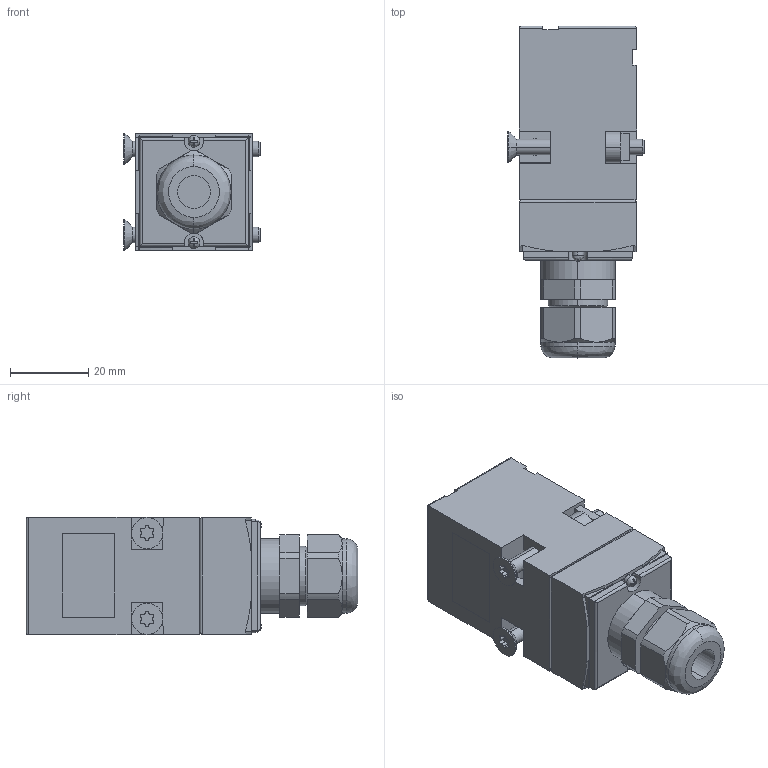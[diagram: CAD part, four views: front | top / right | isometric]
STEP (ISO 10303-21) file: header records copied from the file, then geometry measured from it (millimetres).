
FILE_DESCRIPTION (( 'STEP AP214' ), '1' );
FILE_NAME ('42066~0.STEP', '2019-04-09T09:32:37', ( '' ), ( '' ), 'SwSTEP 2.0', 'SolidWorks 2018', '' );
FILE_SCHEMA (( 'AUTOMOTIVE_DESIGN' ));
Length unit declared in the file: millimetre
Products named in the file (5): 16106~0_S; 42066~0; 41770~0_S; DIN7991~n_M04,0x035; ASR~-a-s-r_拱04,2x04x拌8
Assembly tree (7 placements, depth 2):
  42066~0
    16106~0_S
    DIN7991~n_M04,0x035  x2
    41770~0_S  x2
    ASR~-a-s-r_拱04,2x04x拌8  x2
Bounding box: 35 x 85 x 30 mm (x, y, z)
Volume: 57138.3 mm3; surface area: 15208.4 mm2
Topology: 7 solids, 7 shells, 396 faces, 1026 edges, 652 vertices
Faces by surface type: plane 236, cylinder 135, cone 17, bspline 8
Entity records: 14884 total; most frequent: CARTESIAN_POINT 2643, ORIENTED_EDGE 1842, DIRECTION 1746, EDGE_CURVE 921, VERTEX_POINT 588, LINE 586, VECTOR 586, AXIS2_PLACEMENT_3D 580
